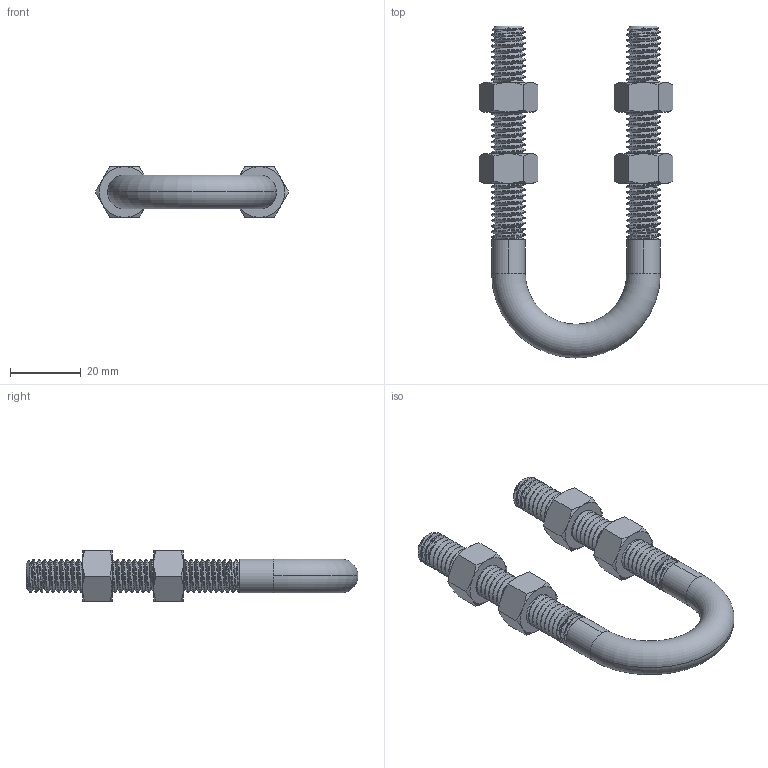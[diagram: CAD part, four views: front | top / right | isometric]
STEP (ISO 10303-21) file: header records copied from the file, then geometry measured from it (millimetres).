
FILE_DESCRIPTION (( 'STEP AP203' ), '1' );
FILE_NAME ('8875T855_Zinc-Plated Steel U-Bolt.STEP', '2021-09-07T21:28:05', ( 'Administrator' ), ( 'Managed by Terraform' ), 'SwSTEP 2.0', 'SolidWorks 2017', '' );
FILE_SCHEMA (( 'CONFIG_CONTROL_DESIGN' ));
Length unit declared in the file: inch
Products named in the file (1): 8875T855_Zinc-Plated Steel U-Bolt
Bounding box: 54.6 x 93.66 x 14.29 mm (x, y, z)
Volume: 15992.2 mm3; surface area: 11519.9 mm2
Topology: 5 solids, 5 shells, 258 faces, 694 edges, 446 vertices
Faces by surface type: cylinder 162, cone 52, plane 36, bspline 6, torus 2
Entity records: 20023 total; most frequent: CARTESIAN_POINT 14577, ORIENTED_EDGE 1388, DIRECTION 868, EDGE_CURVE 694, VERTEX_POINT 446, AXIS2_PLACEMENT_3D 339, EDGE_LOOP 266, FACE_OUTER_BOUND 258
